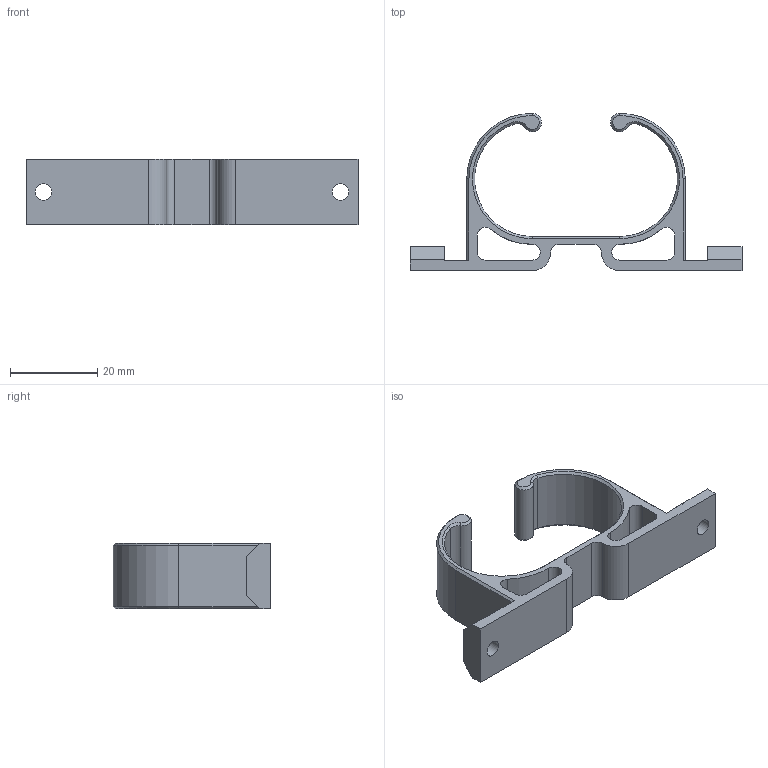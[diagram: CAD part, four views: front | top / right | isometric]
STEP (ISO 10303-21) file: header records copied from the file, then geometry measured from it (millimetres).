
FILE_DESCRIPTION(('FreeCAD Model'),'2;1');
FILE_NAME('Open CASCADE Shape Model','2025-08-12T21:55:50',('FreeCAD'),( 'FreeCAD'),'Open CASCADE STEP processor 7.8','FreeCAD','Unknown');
FILE_SCHEMA(('AUTOMOTIVE_DESIGN { 1 0 10303 214 1 1 1 1 }'));
Length unit declared in the file: millimetre
Products named in the file (1): Open CASCADE STEP translator 7.8 14
Bounding box: 76 x 36 x 15 mm (x, y, z)
Volume: 7317.9 mm3; surface area: 6940.6 mm2
Topology: 1 solids, 1 shells, 68 faces, 178 edges, 112 vertices
Faces by surface type: plane 30, cylinder 22, cone 16
Full cylindrical faces by diameter (mm): 3.75 x2
Entity records: 2108 total; most frequent: DIRECTION 376, CARTESIAN_POINT 359, ORIENTED_EDGE 356, EDGE_CURVE 178, AXIS2_PLACEMENT_3D 129, LINE 118, VECTOR 118, VERTEX_POINT 112
